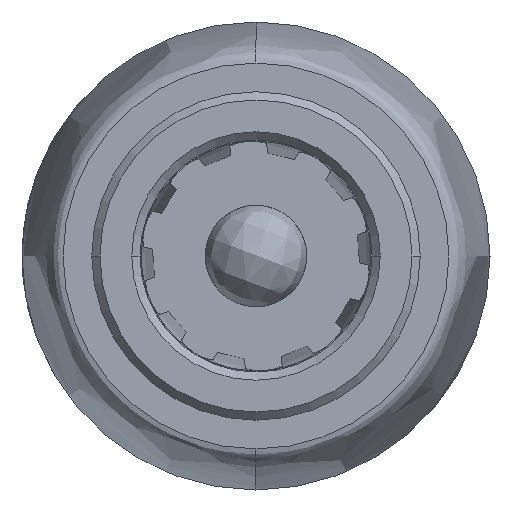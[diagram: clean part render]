
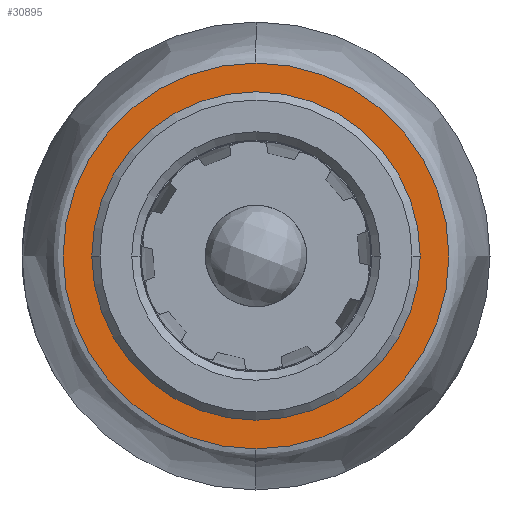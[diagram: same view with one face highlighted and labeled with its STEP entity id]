
A CAD part, left-side view. The second image highlights one B-rep face of the part: STEP entity #30895.
In plain terms, the highlighted face is planar.
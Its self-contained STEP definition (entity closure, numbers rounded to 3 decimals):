
#714 = VERTEX_POINT ( 'NONE', #8297 ) ;
#1738 = CARTESIAN_POINT ( 'NONE',  ( 0., 0., 0. ) ) ;
#2789 = DIRECTION ( 'NONE',  ( 0., 0., 1. ) ) ;
#3185 = CARTESIAN_POINT ( 'NONE',  ( 0., 0., 0. ) ) ;
#7134 = EDGE_LOOP ( 'NONE', ( #12900, #22154 ) ) ;
#8297 = CARTESIAN_POINT ( 'NONE',  ( 0., 0., -4. ) ) ;
#8616 = DIRECTION ( 'NONE',  ( 0., 0., -1. ) ) ;
#9283 = PLANE ( 'NONE',  #39886 ) ;
#9311 = EDGE_CURVE ( 'NONE', #22097, #714, #26120, .T. ) ;
#11853 = CIRCLE ( 'NONE', #26631, 4.7 ) ;
#12900 = ORIENTED_EDGE ( 'NONE', *, *, #15328, .F. ) ;
#15328 = EDGE_CURVE ( 'NONE', #20694, #33494, #11853, .T. ) ;
#16736 = CARTESIAN_POINT ( 'NONE',  ( 0., 0., 0. ) ) ;
#17947 = DIRECTION ( 'NONE',  ( 0., 0., -1. ) ) ;
#19430 = EDGE_CURVE ( 'NONE', #714, #22097, #20034, .T. ) ;
#19442 = DIRECTION ( 'NONE',  ( -1., 0., 0. ) ) ;
#19604 = FACE_OUTER_BOUND ( 'NONE', #7134, .T. ) ;
#19985 = CARTESIAN_POINT ( 'NONE',  ( 0., 4.7, 0. ) ) ;
#20034 = CIRCLE ( 'NONE', #40875, 4. ) ;
#20694 = VERTEX_POINT ( 'NONE', #19985 ) ;
#21632 = CIRCLE ( 'NONE', #33089, 4.7 ) ;
#22097 = VERTEX_POINT ( 'NONE', #40443 ) ;
#22154 = ORIENTED_EDGE ( 'NONE', *, *, #25870, .F. ) ;
#23229 = DIRECTION ( 'NONE',  ( -1., 0., 0. ) ) ;
#23398 = AXIS2_PLACEMENT_3D ( 'NONE', #34313, #34092, #8616 ) ;
#25870 = EDGE_CURVE ( 'NONE', #33494, #20694, #21632, .T. ) ;
#26118 = DIRECTION ( 'NONE',  ( -1., 0., 0. ) ) ;
#26120 = CIRCLE ( 'NONE', #23398, 4. ) ;
#26377 = CARTESIAN_POINT ( 'NONE',  ( 0., 0., 0. ) ) ;
#26631 = AXIS2_PLACEMENT_3D ( 'NONE', #16736, #23229, #36092 ) ;
#28471 = ORIENTED_EDGE ( 'NONE', *, *, #19430, .F. ) ;
#29994 = ORIENTED_EDGE ( 'NONE', *, *, #9311, .F. ) ;
#30895 = ADVANCED_FACE ( 'NONE', ( #38124, #19604 ), #9283, .F. ) ;
#33089 = AXIS2_PLACEMENT_3D ( 'NONE', #26377, #19442, #36057 ) ;
#33494 = VERTEX_POINT ( 'NONE', #38372 ) ;
#33741 = DIRECTION ( 'NONE',  ( 1., 0., 0. ) ) ;
#34092 = DIRECTION ( 'NONE',  ( 1., 0., 0. ) ) ;
#34313 = CARTESIAN_POINT ( 'NONE',  ( 0., 0., 0. ) ) ;
#34878 = EDGE_LOOP ( 'NONE', ( #28471, #29994 ) ) ;
#36057 = DIRECTION ( 'NONE',  ( 0., 0., 1. ) ) ;
#36092 = DIRECTION ( 'NONE',  ( 0., 0., 1. ) ) ;
#38124 = FACE_BOUND ( 'NONE', #34878, .T. ) ;
#38372 = CARTESIAN_POINT ( 'NONE',  ( 0., -4.7, 0. ) ) ;
#39886 = AXIS2_PLACEMENT_3D ( 'NONE', #3185, #26118, #2789 ) ;
#40443 = CARTESIAN_POINT ( 'NONE',  ( 0., 0., 4. ) ) ;
#40875 = AXIS2_PLACEMENT_3D ( 'NONE', #1738, #33741, #17947 ) ;
